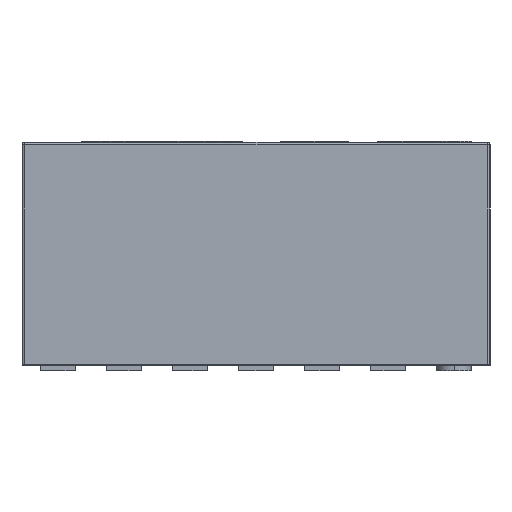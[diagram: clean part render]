
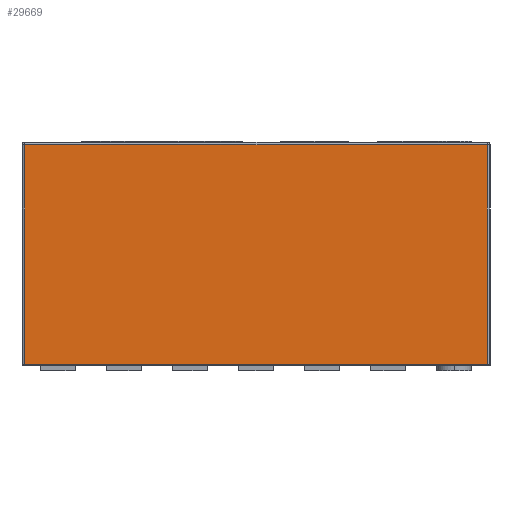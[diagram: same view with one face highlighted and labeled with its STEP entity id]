
A CAD part, left-side view. The second image highlights one B-rep face of the part: STEP entity #29669.
In plain terms, the highlighted planar face has unit normal (-1, 0, 0).
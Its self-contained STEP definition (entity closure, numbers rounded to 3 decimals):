
#2602 = CARTESIAN_POINT ( 'NONE',  ( -7.5, -4.45, 4.35 ) ) ;
#5219 = DIRECTION ( 'NONE',  ( 1., 0., 0. ) ) ;
#7175 = VERTEX_POINT ( 'NONE', #27488 ) ;
#7246 = ORIENTED_EDGE ( 'NONE', *, *, #22800, .T. ) ;
#8031 = VERTEX_POINT ( 'NONE', #2602 ) ;
#9388 = EDGE_CURVE ( 'NONE', #44651, #7175, #33377, .T. ) ;
#10479 = EDGE_LOOP ( 'NONE', ( #25941, #7246, #37686, #18824 ) ) ;
#10804 = VERTEX_POINT ( 'NONE', #27225 ) ;
#11105 = VECTOR ( 'NONE', #24639, 1000. ) ;
#13812 = LINE ( 'NONE', #24483, #11105 ) ;
#14707 = DIRECTION ( 'NONE',  ( 0., -1., 0. ) ) ;
#14947 = AXIS2_PLACEMENT_3D ( 'NONE', #33436, #5219, #16248 ) ;
#16248 = DIRECTION ( 'NONE',  ( 0., 1., 0. ) ) ;
#18606 = DIRECTION ( 'NONE',  ( 0., 0., -1. ) ) ;
#18824 = ORIENTED_EDGE ( 'NONE', *, *, #32613, .T. ) ;
#20728 = VECTOR ( 'NONE', #14707, 1000. ) ;
#21302 = CARTESIAN_POINT ( 'NONE',  ( -7.5, 4.5, 0.12 ) ) ;
#21637 = CARTESIAN_POINT ( 'NONE',  ( -7.5, 4.45, 4.4 ) ) ;
#22323 = LINE ( 'NONE', #21637, #41591 ) ;
#22800 = EDGE_CURVE ( 'NONE', #10804, #44651, #22323, .T. ) ;
#24483 = CARTESIAN_POINT ( 'NONE',  ( -7.5, -4.45, 4.4 ) ) ;
#24639 = DIRECTION ( 'NONE',  ( 0., 0., 1. ) ) ;
#25941 = ORIENTED_EDGE ( 'NONE', *, *, #35743, .T. ) ;
#27093 = DIRECTION ( 'NONE',  ( 0., 1., 0. ) ) ;
#27225 = CARTESIAN_POINT ( 'NONE',  ( -7.5, 4.45, 4.35 ) ) ;
#27488 = CARTESIAN_POINT ( 'NONE',  ( -7.5, -4.45, 0.12 ) ) ;
#28273 = CARTESIAN_POINT ( 'NONE',  ( -7.5, 4.45, 0.12 ) ) ;
#29178 = FACE_OUTER_BOUND ( 'NONE', #10479, .T. ) ;
#29669 = ADVANCED_FACE ( 'NONE', ( #29178 ), #33579, .F. ) ;
#29980 = LINE ( 'NONE', #37784, #39262 ) ;
#32613 = EDGE_CURVE ( 'NONE', #7175, #8031, #13812, .T. ) ;
#33377 = LINE ( 'NONE', #21302, #20728 ) ;
#33436 = CARTESIAN_POINT ( 'NONE',  ( -7.5, 4.5, 4.4 ) ) ;
#33579 = PLANE ( 'NONE',  #14947 ) ;
#35743 = EDGE_CURVE ( 'NONE', #8031, #10804, #29980, .T. ) ;
#37686 = ORIENTED_EDGE ( 'NONE', *, *, #9388, .T. ) ;
#37784 = CARTESIAN_POINT ( 'NONE',  ( -7.5, 4.5, 4.35 ) ) ;
#39262 = VECTOR ( 'NONE', #27093, 1000. ) ;
#41591 = VECTOR ( 'NONE', #18606, 1000. ) ;
#44651 = VERTEX_POINT ( 'NONE', #28273 ) ;
